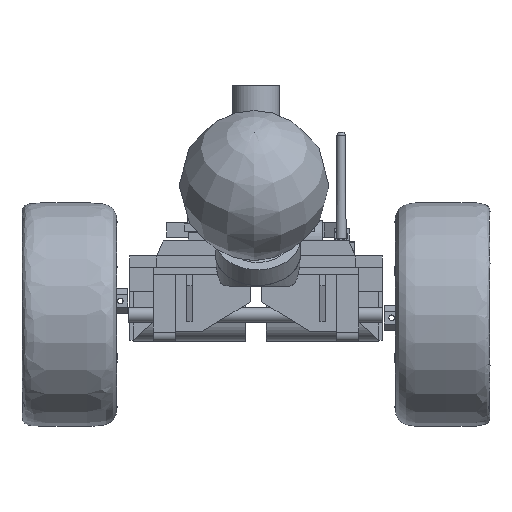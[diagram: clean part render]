
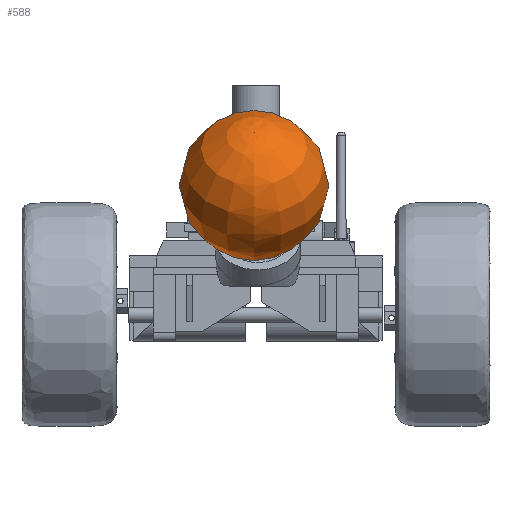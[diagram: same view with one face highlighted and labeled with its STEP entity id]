
A CAD part, left-side view. The second image highlights one B-rep face of the part: STEP entity #588.
In plain terms, the highlighted free-form (B-spline) face has degree [2, 2] with [9, 5] control points.
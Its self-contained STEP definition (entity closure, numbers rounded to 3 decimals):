
#588=ADVANCED_FACE('',(#1236),#9736,.T.);
#1236=FACE_OUTER_BOUND('',#1884,.T.);
#1884=EDGE_LOOP('',(#2793,#2794,#2795));
#2793=ORIENTED_EDGE('',*,*,#5764,.F.);
#2794=ORIENTED_EDGE('',*,*,#5764,.T.);
#2795=ORIENTED_EDGE('',*,*,#5765,.F.);
#5764=EDGE_CURVE('',#8798,#8800,#8456,.T.);
#5765=EDGE_CURVE('',#8800,#8800,#8457,.T.);
#8456=(
BOUNDED_CURVE()
B_SPLINE_CURVE(2,(#11555,#11556,#11557,#11558,#11559),.UNSPECIFIED.,.F.,
 .F.)
B_SPLINE_CURVE_WITH_KNOTS((3,2,3),(-62.832,-11.539,
39.755),.UNSPECIFIED.)
CURVE()
GEOMETRIC_REPRESENTATION_ITEM()
RATIONAL_B_SPLINE_CURVE((1.,0.801,1.,0.801,1.))
REPRESENTATION_ITEM('')
);
#8457=(
BOUNDED_CURVE()
B_SPLINE_CURVE(2,(#11560,#11561,#11562,#11563,#11564,#11565,#11566,#11567,
#11568),.UNSPECIFIED.,.T.,.F.)
B_SPLINE_CURVE_WITH_KNOTS((3,2,2,2,3),(0.,47.123,
94.247,141.37,188.494),.UNSPECIFIED.)
CURVE()
GEOMETRIC_REPRESENTATION_ITEM()
RATIONAL_B_SPLINE_CURVE((1.,0.707,1.,0.707,1.,0.707,
1.,0.707,1.))
REPRESENTATION_ITEM('')
);
#8798=VERTEX_POINT('',#11541);
#8800=VERTEX_POINT('',#11543);
#9736=(
BOUNDED_SURFACE()
B_SPLINE_SURFACE(2,2,((#11441,#11442,#11443,#11444,#11445),(#11446,#11447,
#11448,#11449,#11450),(#11451,#11452,#11453,#11454,#11455),(#11456,#11457,
#11458,#11459,#11460),(#11461,#11462,#11463,#11464,#11465),(#11466,#11467,
#11468,#11469,#11470),(#11471,#11472,#11473,#11474,#11475),(#11476,#11477,
#11478,#11479,#11480),(#11481,#11482,#11483,#11484,#11485)),
 .UNSPECIFIED.,.T.,.F.,.F.)
B_SPLINE_SURFACE_WITH_KNOTS((3,2,2,2,3),(3,2,3),(0.,62.832,125.664,
188.496,251.327),(-62.832,0.,62.832),
 .UNSPECIFIED.)
GEOMETRIC_REPRESENTATION_ITEM()
RATIONAL_B_SPLINE_SURFACE(((1.,0.707,1.,0.707,1.),
(0.707,0.5,0.707,0.5,0.707),(1.,0.707,
1.,0.707,1.),(0.707,0.5,0.707,0.5,0.707),
(1.,0.707,1.,0.707,1.),(0.707,0.5,0.707,
0.5,0.707),(1.,0.707,1.,0.707,1.),(0.707,
0.5,0.707,0.5,0.707),(1.,0.707,1.,0.707,
1.)))
REPRESENTATION_ITEM('')
SURFACE()
);
#11441=CARTESIAN_POINT('',(-512.149,-31.369,117.001));
#11442=CARTESIAN_POINT('',(-540.433,-31.369,88.717));
#11443=CARTESIAN_POINT('',(-512.149,-31.369,60.433));
#11444=CARTESIAN_POINT('',(-483.865,-31.369,32.149));
#11445=CARTESIAN_POINT('',(-455.58,-31.369,60.433));
#11446=CARTESIAN_POINT('',(-512.149,-31.369,117.001));
#11447=CARTESIAN_POINT('',(-540.433,8.631,88.717));
#11448=CARTESIAN_POINT('',(-512.149,8.631,60.433));
#11449=CARTESIAN_POINT('',(-483.865,8.631,32.149));
#11450=CARTESIAN_POINT('',(-455.58,-31.369,60.433));
#11451=CARTESIAN_POINT('',(-512.149,-31.369,117.001));
#11452=CARTESIAN_POINT('',(-512.149,8.631,117.001));
#11453=CARTESIAN_POINT('',(-483.865,8.631,88.717));
#11454=CARTESIAN_POINT('',(-455.58,8.631,60.433));
#11455=CARTESIAN_POINT('',(-455.58,-31.369,60.433));
#11456=CARTESIAN_POINT('',(-512.149,-31.369,117.001));
#11457=CARTESIAN_POINT('',(-483.865,8.631,145.286));
#11458=CARTESIAN_POINT('',(-455.58,8.631,117.001));
#11459=CARTESIAN_POINT('',(-427.296,8.631,88.717));
#11460=CARTESIAN_POINT('',(-455.58,-31.369,60.433));
#11461=CARTESIAN_POINT('',(-512.149,-31.369,117.001));
#11462=CARTESIAN_POINT('',(-483.865,-31.369,145.286));
#11463=CARTESIAN_POINT('',(-455.58,-31.369,117.001));
#11464=CARTESIAN_POINT('',(-427.296,-31.369,88.717));
#11465=CARTESIAN_POINT('',(-455.58,-31.369,60.433));
#11466=CARTESIAN_POINT('',(-512.149,-31.369,117.001));
#11467=CARTESIAN_POINT('',(-483.865,-71.369,145.286));
#11468=CARTESIAN_POINT('',(-455.58,-71.369,117.001));
#11469=CARTESIAN_POINT('',(-427.296,-71.369,88.717));
#11470=CARTESIAN_POINT('',(-455.58,-31.369,60.433));
#11471=CARTESIAN_POINT('',(-512.149,-31.369,117.001));
#11472=CARTESIAN_POINT('',(-512.149,-71.369,117.001));
#11473=CARTESIAN_POINT('',(-483.865,-71.369,88.717));
#11474=CARTESIAN_POINT('',(-455.58,-71.369,60.433));
#11475=CARTESIAN_POINT('',(-455.58,-31.369,60.433));
#11476=CARTESIAN_POINT('',(-512.149,-31.369,117.001));
#11477=CARTESIAN_POINT('',(-540.433,-71.369,88.717));
#11478=CARTESIAN_POINT('',(-512.149,-71.369,60.433));
#11479=CARTESIAN_POINT('',(-483.865,-71.369,32.149));
#11480=CARTESIAN_POINT('',(-455.58,-31.369,60.433));
#11481=CARTESIAN_POINT('',(-512.149,-31.369,117.001));
#11482=CARTESIAN_POINT('',(-540.433,-31.369,88.717));
#11483=CARTESIAN_POINT('',(-512.149,-31.369,60.433));
#11484=CARTESIAN_POINT('',(-483.865,-31.369,32.149));
#11485=CARTESIAN_POINT('',(-455.58,-31.369,60.433));
#11541=CARTESIAN_POINT('',(-512.149,-31.369,117.001));
#11543=CARTESIAN_POINT('',(-475.586,-31.369,49.583));
#11555=CARTESIAN_POINT('',(-512.149,-31.369,117.001));
#11556=CARTESIAN_POINT('',(-533.259,-31.369,95.891));
#11557=CARTESIAN_POINT('',(-519.027,-31.369,69.648));
#11558=CARTESIAN_POINT('',(-504.794,-31.369,43.405));
#11559=CARTESIAN_POINT('',(-475.586,-31.369,49.583));
#11560=CARTESIAN_POINT('',(-475.586,-31.369,49.583));
#11561=CARTESIAN_POINT('',(-475.586,-9.551,49.583));
#11562=CARTESIAN_POINT('',(-460.158,-9.551,65.011));
#11563=CARTESIAN_POINT('',(-444.731,-9.551,80.439));
#11564=CARTESIAN_POINT('',(-444.731,-31.369,80.439));
#11565=CARTESIAN_POINT('',(-444.731,-53.187,80.439));
#11566=CARTESIAN_POINT('',(-460.158,-53.187,65.011));
#11567=CARTESIAN_POINT('',(-475.586,-53.187,49.583));
#11568=CARTESIAN_POINT('',(-475.586,-31.369,49.583));
